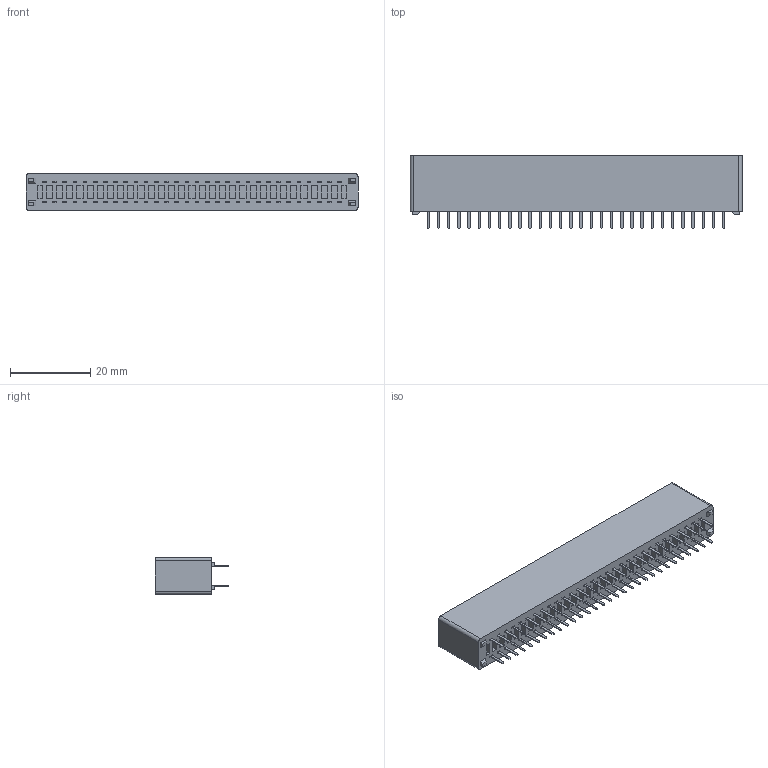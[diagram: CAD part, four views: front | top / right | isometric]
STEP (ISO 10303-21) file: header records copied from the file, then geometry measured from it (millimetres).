
FILE_DESCRIPTION (( 'STEP AP203' ), '1' );
FILE_NAME ('edge_connector_60.STEP', '2022-04-28T04:08:50', ( '' ), ( '' ), 'SwSTEP 2.0', 'SolidWorks 2022', '' );
FILE_SCHEMA (( 'CONFIG_CONTROL_DESIGN' ));
Length unit declared in the file: millimetre
Products named in the file (3): edge_connector_60; EDGE_CONN_PIN; EDGE_CONN
Assembly tree (61 placements, depth 2):
  edge_connector_60
    EDGE_CONN
    EDGE_CONN_PIN  x60
Bounding box: 82.8 x 18.3 x 9.3 mm (x, y, z)
Volume: 6668.5 mm3; surface area: 15623.6 mm2
Topology: 61 solids, 61 shells, 8654 faces, 20144 edges, 11108 vertices
Faces by surface type: plane 5110, cylinder 2704, sphere 480, bspline 360
Entity records: 38384 total; most frequent: CARTESIAN_POINT 6672, ORIENTED_EDGE 6406, DIRECTION 5707, EDGE_CURVE 3203, LINE 3089, VECTOR 3089, VERTEX_POINT 2022, AXIS2_PLACEMENT_3D 1309
